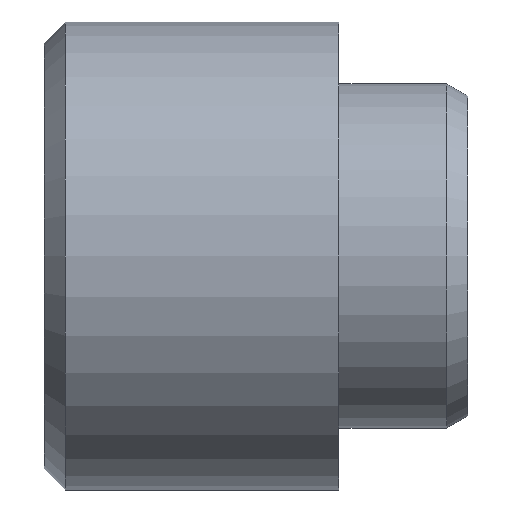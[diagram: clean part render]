
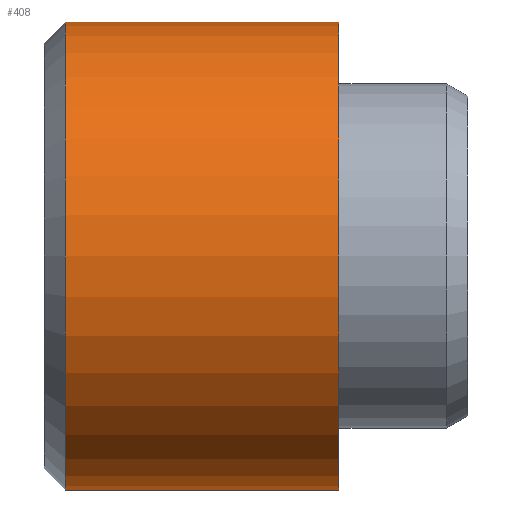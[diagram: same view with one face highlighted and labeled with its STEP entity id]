
A CAD part, left-side view. The second image highlights one B-rep face of the part: STEP entity #408.
In plain terms, the highlighted cylindrical face has radius 2.78 mm (diameter 5.56 mm), a partial arc.
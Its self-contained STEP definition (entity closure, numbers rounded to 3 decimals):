
#5 = ORIENTED_EDGE ( 'NONE', *, *, #426, .F. ) ;
#13 = DIRECTION ( 'NONE',  ( 0., 0., 1. ) ) ;
#22 = CARTESIAN_POINT ( 'NONE',  ( 0., 3.25, 2.78 ) ) ;
#37 = EDGE_LOOP ( 'NONE', ( #5, #247, #462, #463 ) ) ;
#56 = FACE_OUTER_BOUND ( 'NONE', #37, .T. ) ;
#58 = AXIS2_PLACEMENT_3D ( 'NONE', #65, #230, #13 ) ;
#63 = EDGE_CURVE ( 'NONE', #87, #358, #322, .T. ) ;
#64 = LINE ( 'NONE', #67, #105 ) ;
#65 = CARTESIAN_POINT ( 'NONE',  ( 0., 0., 0. ) ) ;
#67 = CARTESIAN_POINT ( 'NONE',  ( 0., 36.602, -2.78 ) ) ;
#87 = VERTEX_POINT ( 'NONE', #356 ) ;
#90 = CIRCLE ( 'NONE', #281, 2.78 ) ;
#95 = VERTEX_POINT ( 'NONE', #158 ) ;
#98 = CARTESIAN_POINT ( 'NONE',  ( 0., 36.602, 0. ) ) ;
#105 = VECTOR ( 'NONE', #433, 1000. ) ;
#106 = DIRECTION ( 'NONE',  ( 0., 0., 1. ) ) ;
#139 = VERTEX_POINT ( 'NONE', #22 ) ;
#158 = CARTESIAN_POINT ( 'NONE',  ( 0., 3.25, -2.78 ) ) ;
#175 = DIRECTION ( 'NONE',  ( 0., 1., 0. ) ) ;
#178 = LINE ( 'NONE', #492, #364 ) ;
#185 = CYLINDRICAL_SURFACE ( 'NONE', #348, 2.78 ) ;
#230 = DIRECTION ( 'NONE',  ( 0., 1., 0. ) ) ;
#247 = ORIENTED_EDGE ( 'NONE', *, *, #63, .T. ) ;
#250 = CARTESIAN_POINT ( 'NONE',  ( 0., 0., 2.78 ) ) ;
#281 = AXIS2_PLACEMENT_3D ( 'NONE', #304, #298, #429 ) ;
#298 = DIRECTION ( 'NONE',  ( 0., -1., 0. ) ) ;
#304 = CARTESIAN_POINT ( 'NONE',  ( 0., 3.25, 0. ) ) ;
#310 = EDGE_CURVE ( 'NONE', #358, #139, #178, .T. ) ;
#322 = CIRCLE ( 'NONE', #58, 2.78 ) ;
#348 = AXIS2_PLACEMENT_3D ( 'NONE', #98, #497, #106 ) ;
#356 = CARTESIAN_POINT ( 'NONE',  ( 0., 0., -2.78 ) ) ;
#358 = VERTEX_POINT ( 'NONE', #250 ) ;
#364 = VECTOR ( 'NONE', #175, 1000. ) ;
#408 = ADVANCED_FACE ( 'NONE', ( #56 ), #185, .T. ) ;
#426 = EDGE_CURVE ( 'NONE', #87, #95, #64, .T. ) ;
#429 = DIRECTION ( 'NONE',  ( 0., 0., -1. ) ) ;
#433 = DIRECTION ( 'NONE',  ( 0., 1., 0. ) ) ;
#462 = ORIENTED_EDGE ( 'NONE', *, *, #310, .T. ) ;
#463 = ORIENTED_EDGE ( 'NONE', *, *, #523, .T. ) ;
#492 = CARTESIAN_POINT ( 'NONE',  ( 0., 36.602, 2.78 ) ) ;
#497 = DIRECTION ( 'NONE',  ( 0., 1., 0. ) ) ;
#523 = EDGE_CURVE ( 'NONE', #139, #95, #90, .T. ) ;
